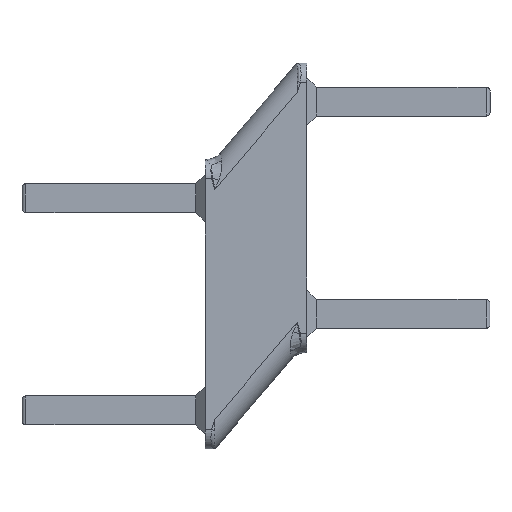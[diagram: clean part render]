
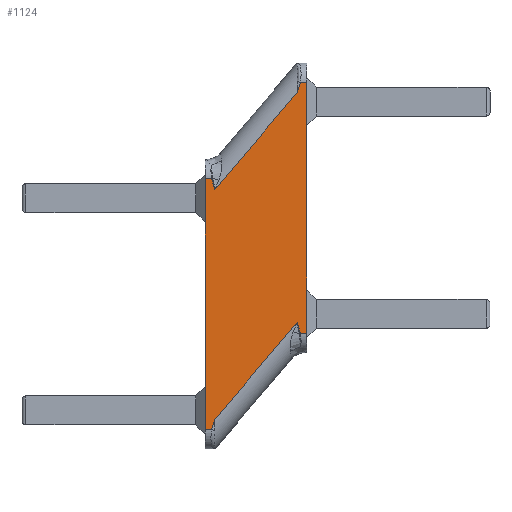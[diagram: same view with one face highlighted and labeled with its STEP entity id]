
A CAD part, left-side view. The second image highlights one B-rep face of the part: STEP entity #1124.
In plain terms, the highlighted planar face has unit normal (-1, 0, 0).
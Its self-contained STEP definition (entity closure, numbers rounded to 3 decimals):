
#96=CARTESIAN_POINT('',(-264.5,193.298,78.469));
#97=VERTEX_POINT('',#96);
#98=CARTESIAN_POINT('',(-264.5,193.298,52.469));
#99=VERTEX_POINT('',#98);
#100=CARTESIAN_POINT('',(-264.5,193.298,78.469));
#101=DIRECTION('',(0.,0.,-1.));
#102=VECTOR('',#101,26.);
#103=LINE('',#100,#102);
#104=EDGE_CURVE('',#97,#99,#103,.T.);
#524=CARTESIAN_POINT('',(-264.5,182.798,62.469));
#525=VERTEX_POINT('',#524);
#526=CARTESIAN_POINT('',(-264.5,182.798,88.469));
#527=VERTEX_POINT('',#526);
#528=CARTESIAN_POINT('',(-264.5,182.798,62.469));
#529=DIRECTION('',(0.,-0.,1.));
#530=VECTOR('',#529,26.);
#531=LINE('',#528,#530);
#532=EDGE_CURVE('',#525,#527,#531,.T.);
#1035=CARTESIAN_POINT('',(-264.5,192.298,65.469));
#1036=DIRECTION('',(1.,0.,0.));
#1037=DIRECTION('',(-0.,1.,0.));
#1038=AXIS2_PLACEMENT_3D('',#1035,#1036,#1037);
#1039=PLANE('',#1038);
#1040=CARTESIAN_POINT('',(-264.5,192.298,53.557));
#1041=VERTEX_POINT('',#1040);
#1042=CARTESIAN_POINT('',(-264.5,183.798,63.557));
#1043=VERTEX_POINT('',#1042);
#1044=CARTESIAN_POINT('',(-264.5,192.298,53.557));
#1045=DIRECTION('',(-0.,-0.648,0.762));
#1046=VECTOR('',#1045,13.124);
#1047=LINE('',#1044,#1046);
#1048=EDGE_CURVE('',#1041,#1043,#1047,.T.);
#1049=ORIENTED_EDGE('',*,*,#1048,.T.);
#1050=CARTESIAN_POINT('',(-264.5,183.452,62.469));
#1051=VERTEX_POINT('',#1050);
#1052=CARTESIAN_POINT('',(-264.5,183.798,63.557));
#1053=CARTESIAN_POINT('',(-264.5,183.675,63.197));
#1054=CARTESIAN_POINT('',(-264.5,183.55,62.836));
#1055=CARTESIAN_POINT('',(-264.5,183.452,62.469));
#1056=B_SPLINE_CURVE_WITH_KNOTS('',3,(#1052,#1053,#1054,#1055),.UNSPECIFIED.,.F.,.F.,(4,4),(0.002,0.003),.UNSPECIFIED.);
#1057=EDGE_CURVE('',#1043,#1051,#1056,.T.);
#1058=ORIENTED_EDGE('',*,*,#1057,.T.);
#1059=CARTESIAN_POINT('',(-264.5,183.452,62.469));
#1060=DIRECTION('',(-0.,-1.,-0.));
#1061=VECTOR('',#1060,0.653);
#1062=LINE('',#1059,#1061);
#1063=EDGE_CURVE('',#1051,#525,#1062,.T.);
#1064=ORIENTED_EDGE('',*,*,#1063,.T.);
#1065=ORIENTED_EDGE('',*,*,#532,.T.);
#1066=CARTESIAN_POINT('',(-264.5,183.452,88.469));
#1067=VERTEX_POINT('',#1066);
#1068=CARTESIAN_POINT('',(-264.5,182.798,88.469));
#1069=DIRECTION('',(0.,1.,0.));
#1070=VECTOR('',#1069,0.653);
#1071=LINE('',#1068,#1070);
#1072=EDGE_CURVE('',#527,#1067,#1071,.T.);
#1073=ORIENTED_EDGE('',*,*,#1072,.T.);
#1074=CARTESIAN_POINT('',(-264.5,183.798,87.381));
#1075=VERTEX_POINT('',#1074);
#1076=CARTESIAN_POINT('',(-264.5,183.452,88.469));
#1077=CARTESIAN_POINT('',(-264.5,183.55,88.102));
#1078=CARTESIAN_POINT('',(-264.5,183.675,87.741));
#1079=CARTESIAN_POINT('',(-264.5,183.798,87.381));
#1080=B_SPLINE_CURVE_WITH_KNOTS('',3,(#1076,#1077,#1078,#1079),.UNSPECIFIED.,.F.,.F.,(4,4),(0.002,0.003),.UNSPECIFIED.);
#1081=EDGE_CURVE('',#1067,#1075,#1080,.T.);
#1082=ORIENTED_EDGE('',*,*,#1081,.T.);
#1083=CARTESIAN_POINT('',(-264.5,192.298,77.381));
#1084=VERTEX_POINT('',#1083);
#1085=CARTESIAN_POINT('',(-264.5,183.798,87.381));
#1086=DIRECTION('',(0.,0.648,-0.762));
#1087=VECTOR('',#1086,13.124);
#1088=LINE('',#1085,#1087);
#1089=EDGE_CURVE('',#1075,#1084,#1088,.T.);
#1090=ORIENTED_EDGE('',*,*,#1089,.T.);
#1091=CARTESIAN_POINT('',(-264.5,192.645,78.469));
#1092=VERTEX_POINT('',#1091);
#1093=CARTESIAN_POINT('',(-264.5,192.298,77.381));
#1094=CARTESIAN_POINT('',(-264.5,192.422,77.741));
#1095=CARTESIAN_POINT('',(-264.5,192.547,78.102));
#1096=CARTESIAN_POINT('',(-264.5,192.645,78.469));
#1097=B_SPLINE_CURVE_WITH_KNOTS('',3,(#1093,#1094,#1095,#1096),.UNSPECIFIED.,.F.,.F.,(4,4),(0.002,0.003),.UNSPECIFIED.);
#1098=EDGE_CURVE('',#1084,#1092,#1097,.T.);
#1099=ORIENTED_EDGE('',*,*,#1098,.T.);
#1100=CARTESIAN_POINT('',(-264.5,192.645,78.469));
#1101=DIRECTION('',(-0.,1.,0.));
#1102=VECTOR('',#1101,0.653);
#1103=LINE('',#1100,#1102);
#1104=EDGE_CURVE('',#1092,#97,#1103,.T.);
#1105=ORIENTED_EDGE('',*,*,#1104,.T.);
#1106=ORIENTED_EDGE('',*,*,#104,.T.);
#1107=CARTESIAN_POINT('',(-264.5,192.645,52.469));
#1108=VERTEX_POINT('',#1107);
#1109=CARTESIAN_POINT('',(-264.5,193.298,52.469));
#1110=DIRECTION('',(0.,-1.,-0.));
#1111=VECTOR('',#1110,0.653);
#1112=LINE('',#1109,#1111);
#1113=EDGE_CURVE('',#99,#1108,#1112,.T.);
#1114=ORIENTED_EDGE('',*,*,#1113,.T.);
#1115=CARTESIAN_POINT('',(-264.5,192.645,52.469));
#1116=CARTESIAN_POINT('',(-264.5,192.547,52.836));
#1117=CARTESIAN_POINT('',(-264.5,192.422,53.197));
#1118=CARTESIAN_POINT('',(-264.5,192.298,53.557));
#1119=B_SPLINE_CURVE_WITH_KNOTS('',3,(#1115,#1116,#1117,#1118),.UNSPECIFIED.,.F.,.F.,(4,4),(0.002,0.003),.UNSPECIFIED.);
#1120=EDGE_CURVE('',#1108,#1041,#1119,.T.);
#1121=ORIENTED_EDGE('',*,*,#1120,.T.);
#1122=EDGE_LOOP('',(#1049,#1058,#1064,#1065,#1073,#1082,#1090,#1099,#1105,#1106,#1114,#1121));
#1123=FACE_BOUND('',#1122,.T.);
#1124=ADVANCED_FACE('',(#1123),#1039,.F.);
